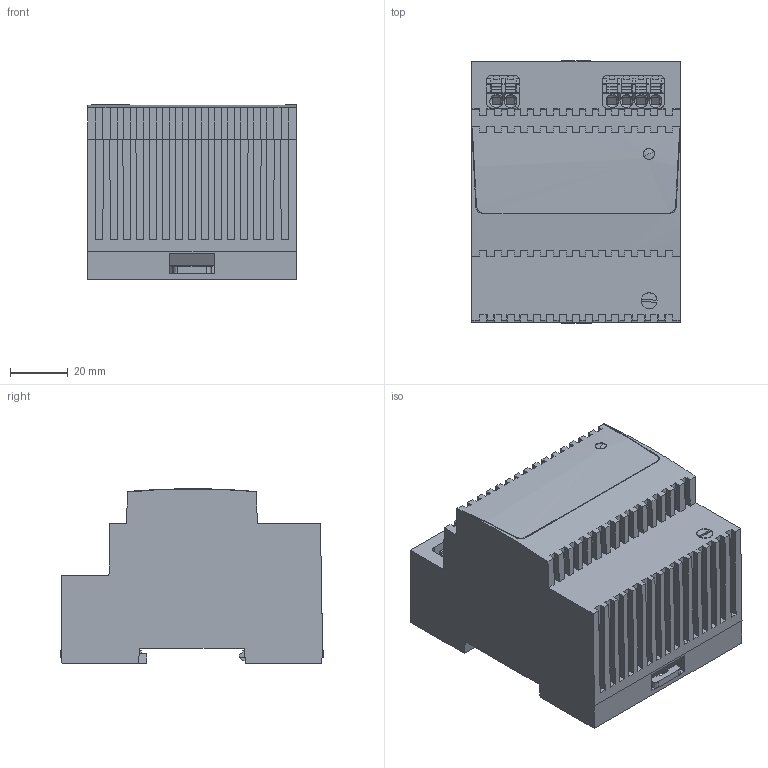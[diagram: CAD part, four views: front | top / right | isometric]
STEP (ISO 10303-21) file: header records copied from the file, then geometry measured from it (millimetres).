
FILE_DESCRIPTION(('CATIA V5 STEP Exchange','CAx-IF Rec.Pracs.--- Model Styling and Organization---1.4--- 2014-01-23'),'2;1');
FILE_NAME ('D1378625_2', '2019-07-16T10:58:46+00:00', ('none'), ('Weidmueller'), 'CATIA Version 5-6 Release 2016 SP3 HF44', 'CATIA V5 STEP AP214', 'none');
FILE_SCHEMA(('AUTOMOTIVE_DESIGN { 1 0 10303 214 1 1 1 1 }'));
Length unit declared in the file: millimetre
Products named in the file (1): 2580240000
Bounding box: 71.97 x 90.4 x 60.19 mm (x, y, z)
Volume: 305082.5 mm3; surface area: 46517.5 mm2
Topology: 14 solids, 14 shells, 776 faces, 2477 edges, 1741 vertices
Faces by surface type: plane 623, extrusion 71, cylinder 68, torus 12, sphere 2
Entity records: 28090 total; most frequent: CARTESIAN_POINT 7186, ORIENTED_EDGE 4950, DIRECTION 2935, EDGE_CURVE 2475, VECTOR 1884, LINE 1813, VERTEX_POINT 1741, EDGE_LOOP 798
